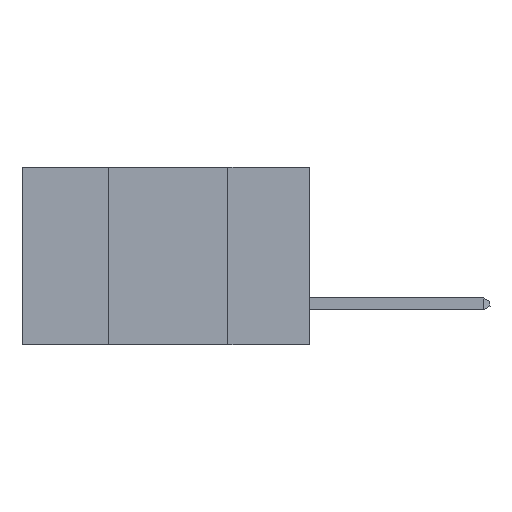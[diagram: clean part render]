
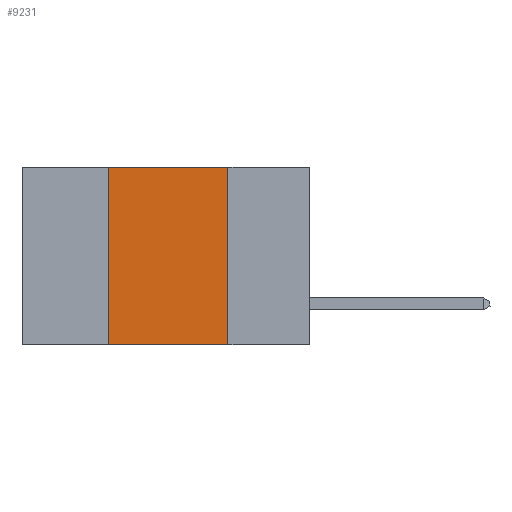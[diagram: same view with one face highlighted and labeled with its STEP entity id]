
A CAD part, left-side view. The second image highlights one B-rep face of the part: STEP entity #9231.
In plain terms, the highlighted planar face has unit normal (-1, 0, 0).
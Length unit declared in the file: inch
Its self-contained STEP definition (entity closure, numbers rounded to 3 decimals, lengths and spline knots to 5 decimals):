
#666 = LINE ( 'NONE', #1331, #6676 ) ;
#689 = CARTESIAN_POINT ( 'NONE',  ( 0., 0.42, -0.37 ) ) ;
#887 = DIRECTION ( 'NONE',  ( 1., 0., 0. ) ) ;
#1217 = LINE ( 'NONE', #1893, #4938 ) ;
#1221 = LINE ( 'NONE', #9597, #2557 ) ;
#1331 = CARTESIAN_POINT ( 'NONE',  ( 0., 0.17, 0. ) ) ;
#1893 = CARTESIAN_POINT ( 'NONE',  ( 0., 0.6, -0.37 ) ) ;
#1958 = DIRECTION ( 'NONE',  ( 0., 0., 1. ) ) ;
#2007 = AXIS2_PLACEMENT_3D ( 'NONE', #9278, #887, #2634 ) ;
#2399 = EDGE_CURVE ( 'NONE', #7707, #3492, #1221, .T. ) ;
#2465 = CARTESIAN_POINT ( 'NONE',  ( 0., 0.6, 0. ) ) ;
#2557 = VECTOR ( 'NONE', #1958, 39.37008 ) ;
#2634 = DIRECTION ( 'NONE',  ( 0., 0., -1. ) ) ;
#3024 = PLANE ( 'NONE',  #2007 ) ;
#3266 = VERTEX_POINT ( 'NONE', #7307 ) ;
#3492 = VERTEX_POINT ( 'NONE', #7540 ) ;
#3911 = VECTOR ( 'NONE', #6362, 39.37008 ) ;
#4938 = VECTOR ( 'NONE', #8913, 39.37008 ) ;
#5206 = CARTESIAN_POINT ( 'NONE',  ( 0., 0.17, 0. ) ) ;
#5365 = LINE ( 'NONE', #2465, #3911 ) ;
#5450 = EDGE_CURVE ( 'NONE', #3492, #9727, #5365, .T. ) ;
#6165 = DIRECTION ( 'NONE',  ( 0., 0., -1. ) ) ;
#6362 = DIRECTION ( 'NONE',  ( 0., -1., 0. ) ) ;
#6533 = ORIENTED_EDGE ( 'NONE', *, *, #2399, .F. ) ;
#6676 = VECTOR ( 'NONE', #6165, 39.37008 ) ;
#7220 = ORIENTED_EDGE ( 'NONE', *, *, #7653, .F. ) ;
#7307 = CARTESIAN_POINT ( 'NONE',  ( 0., 0.17, -0.37 ) ) ;
#7540 = CARTESIAN_POINT ( 'NONE',  ( 0., 0.42, 0. ) ) ;
#7653 = EDGE_CURVE ( 'NONE', #9727, #3266, #666, .T. ) ;
#7707 = VERTEX_POINT ( 'NONE', #689 ) ;
#8289 = ORIENTED_EDGE ( 'NONE', *, *, #5450, .F. ) ;
#8586 = FACE_OUTER_BOUND ( 'NONE', #9145, .T. ) ;
#8913 = DIRECTION ( 'NONE',  ( 0., -1., 0. ) ) ;
#9145 = EDGE_LOOP ( 'NONE', ( #7220, #8289, #6533, #10003 ) ) ;
#9231 = ADVANCED_FACE ( 'NONE', ( #8586 ), #3024, .F. ) ;
#9278 = CARTESIAN_POINT ( 'NONE',  ( 0., 0.6, 0. ) ) ;
#9541 = EDGE_CURVE ( 'NONE', #7707, #3266, #1217, .T. ) ;
#9597 = CARTESIAN_POINT ( 'NONE',  ( 0., 0.42, 0. ) ) ;
#9727 = VERTEX_POINT ( 'NONE', #5206 ) ;
#10003 = ORIENTED_EDGE ( 'NONE', *, *, #9541, .T. ) ;
